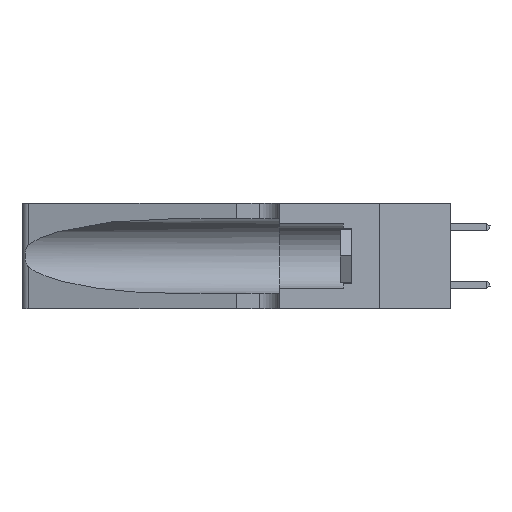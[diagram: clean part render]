
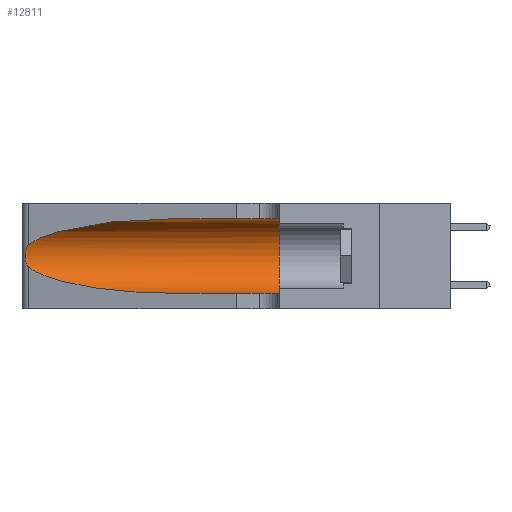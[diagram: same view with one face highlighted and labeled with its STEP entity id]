
A CAD part, left-side view. The second image highlights one B-rep face of the part: STEP entity #12811.
In plain terms, the highlighted cylindrical face has radius 3.308 mm (diameter 6.617 mm), a partial arc.
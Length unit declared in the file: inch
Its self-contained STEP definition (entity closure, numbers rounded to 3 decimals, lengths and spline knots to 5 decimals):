
#548 = AXIS2_PLACEMENT_3D ( 'NONE', #7654, #18400, #9208 ) ;
#636 = CARTESIAN_POINT ( 'NONE',  ( 0.25555, 1.22994, 0.2215 ) ) ;
#691 = CIRCLE ( 'NONE', #548, 0.13025 ) ;
#781 = CARTESIAN_POINT ( 'NONE',  ( 0.26075, 1.23896, 0.178 ) ) ;
#793 = EDGE_LOOP ( 'NONE', ( #7013, #12563, #15452, #5588, #2842, #11620 ) ) ;
#824 = LINE ( 'NONE', #12660, #12839 ) ;
#1213 = EDGE_CURVE ( 'NONE', #5681, #10012, #5085, .T. ) ;
#1498 = CARTESIAN_POINT ( 'NONE',  ( 0.1305, 0.72297, 0.05475 ) ) ;
#1714 = CARTESIAN_POINT ( 'NONE',  ( 0.1305, 0.35, 0.05475 ) ) ;
#2083 =( BOUNDED_CURVE ( )  B_SPLINE_CURVE ( 3, ( #19447, #8705, #13354, #4106 ),
 .UNSPECIFIED., .F., .F. ) 
 B_SPLINE_CURVE_WITH_KNOTS ( ( 4, 4 ),
 ( 1.5708, 2.84003 ),
 .UNSPECIFIED. ) 
 CURVE ( )  GEOMETRIC_REPRESENTATION_ITEM ( )  RATIONAL_B_SPLINE_CURVE ( ( 1., 0.87, 0.87, 1. ) ) 
 REPRESENTATION_ITEM ( '' )  );
#2347 = B_SPLINE_CURVE_WITH_KNOTS ( 'NONE', 3,
 ( #3980, #636, #7110, #17847, #8654, #19402, #10213, #781, #11768, #2416, #13298, #4054, #14855, #5639 ),
 .UNSPECIFIED., .F., .F.,
 ( 4, 2, 2, 2, 2, 2, 4 ),
 ( 0., 0.00027, 0.00053, 0.00107, 0.0016, 0.00187, 0.00214 ),
 .UNSPECIFIED. ) ;
#2416 = CARTESIAN_POINT ( 'NONE',  ( 0.25856, 1.23593, 0.16098 ) ) ;
#2463 =( BOUNDED_CURVE ( )  B_SPLINE_CURVE ( 3, ( #14133, #11043, #7999, #18723 ),
 .UNSPECIFIED., .F., .T. ) 
 B_SPLINE_CURVE_WITH_KNOTS ( ( 4, 4 ),
 ( 3.44316, 4.71239 ),
 .UNSPECIFIED. ) 
 CURVE ( )  GEOMETRIC_REPRESENTATION_ITEM ( )  RATIONAL_B_SPLINE_CURVE ( ( 1., 0.87, 0.87, 1. ) ) 
 REPRESENTATION_ITEM ( '' )  );
#2842 = ORIENTED_EDGE ( 'NONE', *, *, #11841, .F. ) ;
#2929 = VERTEX_POINT ( 'NONE', #3526 ) ;
#3353 = DIRECTION ( 'NONE',  ( 0., -1., 0. ) ) ;
#3526 = CARTESIAN_POINT ( 'NONE',  ( 0.1305, 0.72297, 0.31525 ) ) ;
#3965 = FACE_OUTER_BOUND ( 'NONE', #793, .T. ) ;
#3980 = CARTESIAN_POINT ( 'NONE',  ( 0.25487, 1.22718, 0.22369 ) ) ;
#4054 = CARTESIAN_POINT ( 'NONE',  ( 0.25639, 1.23186, 0.15144 ) ) ;
#4106 = CARTESIAN_POINT ( 'NONE',  ( 0.25487, 1.22718, 0.22369 ) ) ;
#5085 = LINE ( 'NONE', #15234, #16861 ) ;
#5588 = ORIENTED_EDGE ( 'NONE', *, *, #1213, .T. ) ;
#5639 = CARTESIAN_POINT ( 'NONE',  ( 0.25487, 1.22718, 0.14631 ) ) ;
#5681 = VERTEX_POINT ( 'NONE', #1498 ) ;
#7013 = ORIENTED_EDGE ( 'NONE', *, *, #13452, .T. ) ;
#7110 = CARTESIAN_POINT ( 'NONE',  ( 0.25639, 1.23184, 0.21858 ) ) ;
#7654 = CARTESIAN_POINT ( 'NONE',  ( 0.1305, 0.35, 0.185 ) ) ;
#7999 = CARTESIAN_POINT ( 'NONE',  ( 0.18966, 0.96281, 0.05475 ) ) ;
#8654 = CARTESIAN_POINT ( 'NONE',  ( 0.25854, 1.2359, 0.20912 ) ) ;
#8701 = DIRECTION ( 'NONE',  ( 0., -1., 0. ) ) ;
#8705 = CARTESIAN_POINT ( 'NONE',  ( 0.18966, 0.96281, 0.31525 ) ) ;
#9208 = DIRECTION ( 'NONE',  ( 0., 0., 1. ) ) ;
#10012 = VERTEX_POINT ( 'NONE', #1714 ) ;
#10213 = CARTESIAN_POINT ( 'NONE',  ( 0.26075, 1.23896, 0.19203 ) ) ;
#11026 = CARTESIAN_POINT ( 'NONE',  ( 0.1305, 0.35, 0.31525 ) ) ;
#11043 = CARTESIAN_POINT ( 'NONE',  ( 0.2373, 1.15595, 0.08982 ) ) ;
#11620 = ORIENTED_EDGE ( 'NONE', *, *, #18753, .F. ) ;
#11716 = CYLINDRICAL_SURFACE ( 'NONE', #15105, 0.13025 ) ;
#11747 = CARTESIAN_POINT ( 'NONE',  ( 0.1305, 1.61858, 0.185 ) ) ;
#11768 = CARTESIAN_POINT ( 'NONE',  ( 0.26017, 1.23833, 0.17102 ) ) ;
#11841 = EDGE_CURVE ( 'NONE', #17552, #10012, #691, .T. ) ;
#11984 = EDGE_CURVE ( 'NONE', #19759, #5681, #2463, .T. ) ;
#12255 = EDGE_CURVE ( 'NONE', #16566, #19759, #2347, .T. ) ;
#12563 = ORIENTED_EDGE ( 'NONE', *, *, #12255, .T. ) ;
#12660 = CARTESIAN_POINT ( 'NONE',  ( 0.1305, 1.61858, 0.31525 ) ) ;
#12811 = ADVANCED_FACE ( 'NONE', ( #3965 ), #11716, .F. ) ;
#12839 = VECTOR ( 'NONE', #3353, 39.37008 ) ;
#13281 = DIRECTION ( 'NONE',  ( 0., 0., -1. ) ) ;
#13298 = CARTESIAN_POINT ( 'NONE',  ( 0.25789, 1.23486, 0.15765 ) ) ;
#13354 = CARTESIAN_POINT ( 'NONE',  ( 0.2373, 1.15595, 0.28018 ) ) ;
#13452 = EDGE_CURVE ( 'NONE', #2929, #16566, #2083, .T. ) ;
#14133 = CARTESIAN_POINT ( 'NONE',  ( 0.25487, 1.22718, 0.14631 ) ) ;
#14855 = CARTESIAN_POINT ( 'NONE',  ( 0.25555, 1.22993, 0.14849 ) ) ;
#15105 = AXIS2_PLACEMENT_3D ( 'NONE', #11747, #8701, #13281 ) ;
#15234 = CARTESIAN_POINT ( 'NONE',  ( 0.1305, 1.61858, 0.05475 ) ) ;
#15452 = ORIENTED_EDGE ( 'NONE', *, *, #11984, .T. ) ;
#15696 = DIRECTION ( 'NONE',  ( 0., -1., 0. ) ) ;
#16421 = CARTESIAN_POINT ( 'NONE',  ( 0.25487, 1.22718, 0.22369 ) ) ;
#16566 = VERTEX_POINT ( 'NONE', #16421 ) ;
#16861 = VECTOR ( 'NONE', #15696, 39.37008 ) ;
#17552 = VERTEX_POINT ( 'NONE', #11026 ) ;
#17817 = CARTESIAN_POINT ( 'NONE',  ( 0.25487, 1.22718, 0.14631 ) ) ;
#17847 = CARTESIAN_POINT ( 'NONE',  ( 0.25787, 1.23484, 0.2124 ) ) ;
#18400 = DIRECTION ( 'NONE',  ( 0., 1., 0. ) ) ;
#18723 = CARTESIAN_POINT ( 'NONE',  ( 0.1305, 0.72297, 0.05475 ) ) ;
#18753 = EDGE_CURVE ( 'NONE', #2929, #17552, #824, .T. ) ;
#19402 = CARTESIAN_POINT ( 'NONE',  ( 0.26018, 1.23835, 0.19895 ) ) ;
#19447 = CARTESIAN_POINT ( 'NONE',  ( 0.1305, 0.72297, 0.31525 ) ) ;
#19759 = VERTEX_POINT ( 'NONE', #17817 ) ;
